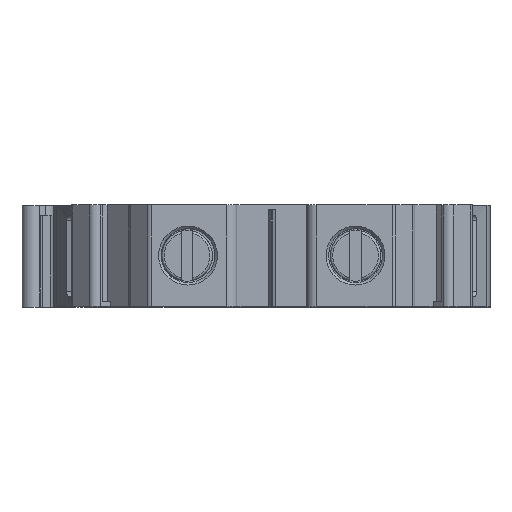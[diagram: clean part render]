
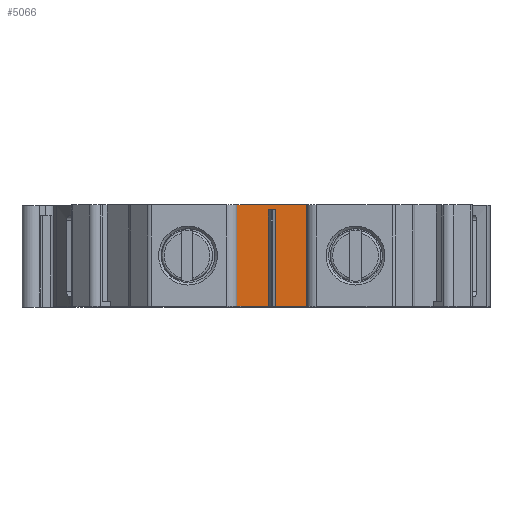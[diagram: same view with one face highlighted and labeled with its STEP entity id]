
A CAD part, top view. The second image highlights one B-rep face of the part: STEP entity #5066.
In plain terms, the highlighted planar face has unit normal (0, 0, 1).
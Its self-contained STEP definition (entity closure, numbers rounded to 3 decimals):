
#142=PLANE('',#5431);
#258=LINE('',#7109,#569);
#352=LINE('',#7445,#663);
#416=LINE('',#7617,#727);
#418=LINE('',#7621,#729);
#426=LINE('',#7637,#737);
#428=LINE('',#7641,#739);
#429=LINE('',#7643,#740);
#430=LINE('',#7644,#741);
#569=VECTOR('',#5891,1000.);
#663=VECTOR('',#6169,1000.);
#727=VECTOR('',#6361,1000.);
#729=VECTOR('',#6365,1000.);
#737=VECTOR('',#6381,1000.);
#739=VECTOR('',#6385,1000.);
#740=VECTOR('',#6386,1000.);
#741=VECTOR('',#6387,1000.);
#1614=ORIENTED_EDGE('',*,*,#2378,.F.);
#1615=ORIENTED_EDGE('',*,*,#2135,.F.);
#1616=ORIENTED_EDGE('',*,*,#2386,.T.);
#1617=ORIENTED_EDGE('',*,*,#2388,.F.);
#1618=ORIENTED_EDGE('',*,*,#2389,.T.);
#1619=ORIENTED_EDGE('',*,*,#2289,.T.);
#1620=ORIENTED_EDGE('',*,*,#2376,.F.);
#1621=ORIENTED_EDGE('',*,*,#2390,.F.);
#2135=EDGE_CURVE('',#2620,#2621,#258,.T.);
#2289=EDGE_CURVE('',#2732,#2731,#352,.T.);
#2376=EDGE_CURVE('',#2775,#2731,#416,.T.);
#2378=EDGE_CURVE('',#2621,#2777,#418,.T.);
#2386=EDGE_CURVE('',#2620,#2781,#426,.T.);
#2388=EDGE_CURVE('',#2782,#2781,#428,.T.);
#2389=EDGE_CURVE('',#2782,#2732,#429,.T.);
#2390=EDGE_CURVE('',#2777,#2775,#430,.T.);
#2620=VERTEX_POINT('',#7108);
#2621=VERTEX_POINT('',#7110);
#2731=VERTEX_POINT('',#7444);
#2732=VERTEX_POINT('',#7446);
#2775=VERTEX_POINT('',#7616);
#2777=VERTEX_POINT('',#7622);
#2781=VERTEX_POINT('',#7638);
#2782=VERTEX_POINT('',#7642);
#3167=EDGE_LOOP('',(#1614,#1615,#1616,#1617,#1618,#1619,#1620,#1621));
#3393=FACE_BOUND('',#3167,.T.);
#5066=ADVANCED_FACE('',(#3393),#142,.F.);
#5431=AXIS2_PLACEMENT_3D('',#7640,#6383,#6384);
#5891=DIRECTION('',(-1.,0.,0.));
#6169=DIRECTION('',(-1.,0.,0.));
#6361=DIRECTION('',(0.,1.,0.));
#6365=DIRECTION('',(0.,-1.,0.));
#6381=DIRECTION('',(0.,-1.,0.));
#6383=DIRECTION('',(0.,0.,-1.));
#6384=DIRECTION('',(-1.,0.,0.));
#6385=DIRECTION('',(-1.,0.,0.));
#6386=DIRECTION('',(0.,1.,0.));
#6387=DIRECTION('',(-1.,0.,0.));
#7108=CARTESIAN_POINT('',(0.35,4.5,10.));
#7109=CARTESIAN_POINT('',(5.5,4.5,10.));
#7110=CARTESIAN_POINT('',(-0.35,4.5,10.));
#7444=CARTESIAN_POINT('',(-3.425,5.,10.));
#7445=CARTESIAN_POINT('',(-3.425,5.,10.));
#7446=CARTESIAN_POINT('',(3.425,5.,10.));
#7616=CARTESIAN_POINT('',(-3.425,-5.,10.));
#7617=CARTESIAN_POINT('',(-3.425,-5.,10.));
#7621=CARTESIAN_POINT('',(-0.35,5.,10.));
#7622=CARTESIAN_POINT('',(-0.35,-5.,10.));
#7637=CARTESIAN_POINT('',(0.35,5.,10.));
#7638=CARTESIAN_POINT('',(0.35,-5.,10.));
#7640=CARTESIAN_POINT('',(-3.425,-5.,10.));
#7641=CARTESIAN_POINT('',(-3.425,-5.,10.));
#7642=CARTESIAN_POINT('',(3.425,-5.,10.));
#7643=CARTESIAN_POINT('',(3.425,-5.,10.));
#7644=CARTESIAN_POINT('',(-3.425,-5.,10.));
